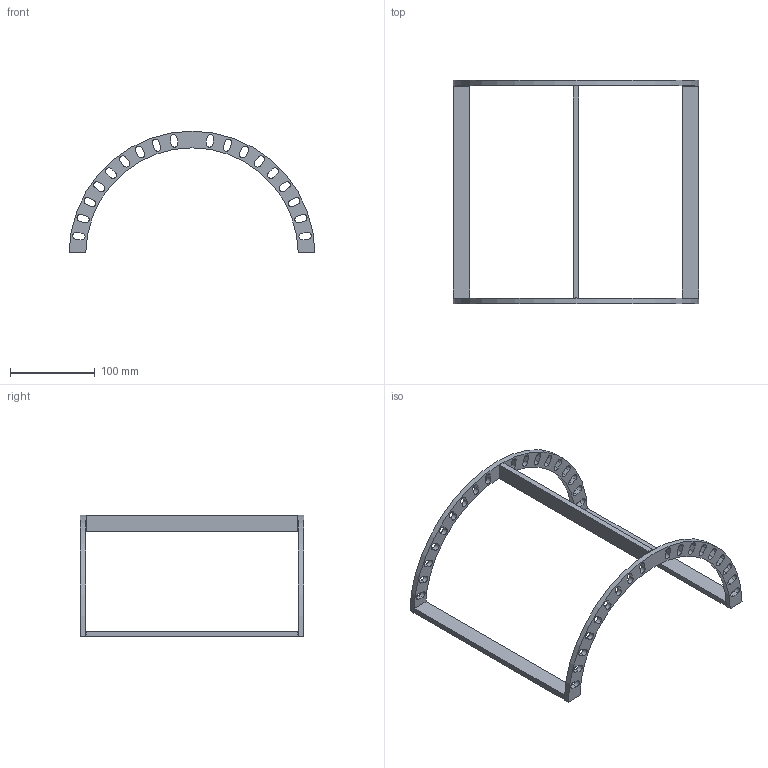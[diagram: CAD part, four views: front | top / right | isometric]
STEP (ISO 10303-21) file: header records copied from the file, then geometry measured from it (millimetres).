
FILE_DESCRIPTION(/* description */ (''),/* implementation_level */ '2;1');
FILE_NAME(/* name */ 'ePic-L2_FrameSensor.v4-CARBONDUOCEL.stp',/* time_stamp */ '2025-05-13T15:01:28+02:00',/* author */ (''),/* organization */ (''),/* preprocessor_version */ 'ST-DEVELOPER v19.4',/* originating_system */ 'SIEMENS PLM Software NX2306.5001',/* authorisation */ '');
FILE_SCHEMA (('AP203_CONFIGURATION_CONTROLLED_3D_DESIGN_OF_MECHANICAL_PARTS_AND_ASSEMBLIES_MIM_LF { 1 0 10303 403 2 1 2}'));
Length unit declared in the file: millimetre
Products named in the file (1): ePic-L2_FrameSensor.v4_objects
Bounding box: 289.98 x 264 x 143.5 mm (x, y, z)
Volume: 175214.2 mm3; surface area: 85465.9 mm2
Topology: 5 solids, 5 shells, 174 faces, 492 edges, 328 vertices
Faces by surface type: plane 92, cylinder 82
Entity records: 5930 total; most frequent: DIRECTION 1006, CARTESIAN_POINT 995, ORIENTED_EDGE 984, EDGE_CURVE 492, AXIS2_PLACEMENT_3D 339, VERTEX_POINT 328, LINE 328, VECTOR 328
